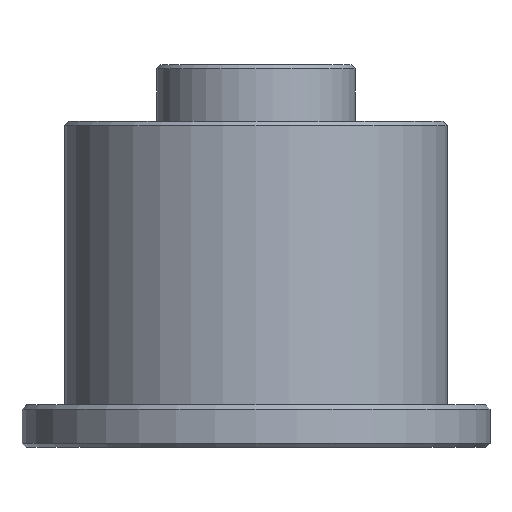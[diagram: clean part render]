
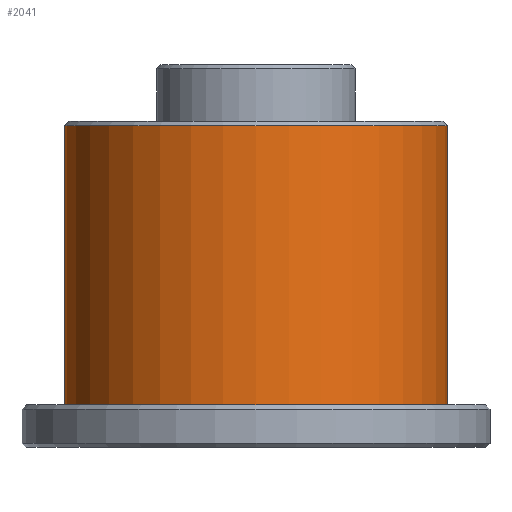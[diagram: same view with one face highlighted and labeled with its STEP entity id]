
A CAD part, front view. The second image highlights one B-rep face of the part: STEP entity #2041.
In plain terms, the highlighted cylindrical face has radius 13.5 mm (diameter 27 mm), a partial arc.
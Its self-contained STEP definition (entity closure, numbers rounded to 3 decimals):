
#26 = ORIENTED_EDGE ( 'NONE', *, *, #1183, .F. ) ;
#204 = CIRCLE ( 'NONE', #1935, 13.5 ) ;
#258 = CARTESIAN_POINT ( 'NONE',  ( 0., 0., 23. ) ) ;
#330 = DIRECTION ( 'NONE',  ( 0., 0., -1. ) ) ;
#343 = EDGE_CURVE ( 'NONE', #2030, #724, #204, .T. ) ;
#465 = FACE_OUTER_BOUND ( 'NONE', #884, .T. ) ;
#511 = ORIENTED_EDGE ( 'NONE', *, *, #1769, .T. ) ;
#580 = DIRECTION ( 'NONE',  ( 1., 0., 0. ) ) ;
#585 = DIRECTION ( 'NONE',  ( 0., 0., -1. ) ) ;
#600 = VECTOR ( 'NONE', #682, 1000. ) ;
#656 = ORIENTED_EDGE ( 'NONE', *, *, #343, .F. ) ;
#682 = DIRECTION ( 'NONE',  ( 0., 0., -1. ) ) ;
#724 = VERTEX_POINT ( 'NONE', #2003 ) ;
#856 = CARTESIAN_POINT ( 'NONE',  ( 13.5, 0., 23. ) ) ;
#884 = EDGE_LOOP ( 'NONE', ( #26, #511, #1349, #656 ) ) ;
#932 = VERTEX_POINT ( 'NONE', #2233 ) ;
#954 = DIRECTION ( 'NONE',  ( -1., 0., 0. ) ) ;
#997 = CIRCLE ( 'NONE', #2227, 13.5 ) ;
#1025 = CARTESIAN_POINT ( 'NONE',  ( 0., 0., 3. ) ) ;
#1040 = DIRECTION ( 'NONE',  ( -1., 0., 0. ) ) ;
#1097 = VERTEX_POINT ( 'NONE', #2194 ) ;
#1183 = EDGE_CURVE ( 'NONE', #1097, #2030, #2134, .T. ) ;
#1230 = EDGE_CURVE ( 'NONE', #932, #724, #1457, .T. ) ;
#1327 = CYLINDRICAL_SURFACE ( 'NONE', #1404, 13.5 ) ;
#1349 = ORIENTED_EDGE ( 'NONE', *, *, #1230, .T. ) ;
#1404 = AXIS2_PLACEMENT_3D ( 'NONE', #258, #585, #954 ) ;
#1457 = LINE ( 'NONE', #2098, #1930 ) ;
#1594 = DIRECTION ( 'NONE',  ( 0., 0., -1. ) ) ;
#1769 = EDGE_CURVE ( 'NONE', #1097, #932, #997, .T. ) ;
#1930 = VECTOR ( 'NONE', #330, 1000. ) ;
#1935 = AXIS2_PLACEMENT_3D ( 'NONE', #1025, #1594, #1040 ) ;
#2003 = CARTESIAN_POINT ( 'NONE',  ( -13.5, 0., 3. ) ) ;
#2030 = VERTEX_POINT ( 'NONE', #2207 ) ;
#2041 = ADVANCED_FACE ( 'NONE', ( #465 ), #1327, .T. ) ;
#2098 = CARTESIAN_POINT ( 'NONE',  ( -13.5, 0., 23. ) ) ;
#2134 = LINE ( 'NONE', #856, #600 ) ;
#2149 = CARTESIAN_POINT ( 'NONE',  ( 0., 0., 22.7 ) ) ;
#2189 = DIRECTION ( 'NONE',  ( 0., 0., -1. ) ) ;
#2194 = CARTESIAN_POINT ( 'NONE',  ( 13.5, 0., 22.7 ) ) ;
#2207 = CARTESIAN_POINT ( 'NONE',  ( 13.5, 0., 3. ) ) ;
#2227 = AXIS2_PLACEMENT_3D ( 'NONE', #2149, #2189, #580 ) ;
#2233 = CARTESIAN_POINT ( 'NONE',  ( -13.5, 0., 22.7 ) ) ;
